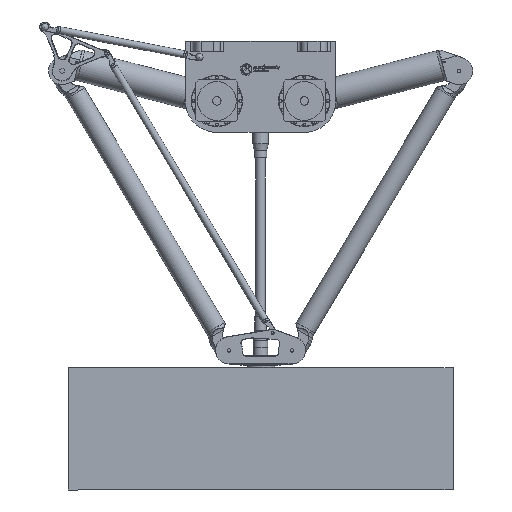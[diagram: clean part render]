
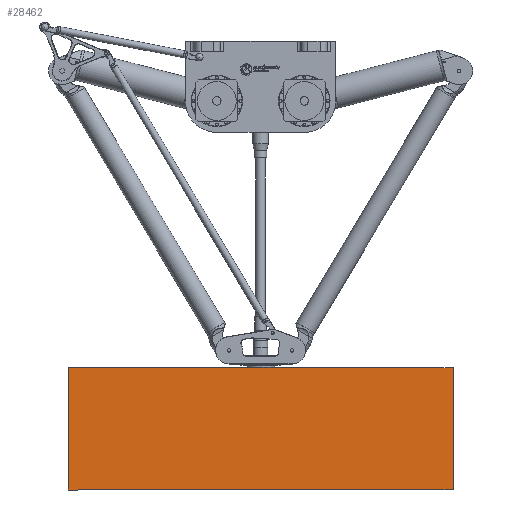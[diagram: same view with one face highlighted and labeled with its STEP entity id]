
A CAD part, left-side view. The second image highlights one B-rep face of the part: STEP entity #28462.
In plain terms, the highlighted face is planar.
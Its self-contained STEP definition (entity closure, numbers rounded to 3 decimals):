
#5726=FACE_OUTER_BOUND('',#8222,.T.);
#8222=EDGE_LOOP('',(#25757,#25758,#25759,#25760));
#10259=LINE('',#53778,#12282);
#10260=LINE('',#53780,#12283);
#10261=LINE('',#53782,#12284);
#10262=LINE('',#53783,#12285);
#12282=VECTOR('',#40520,10.);
#12283=VECTOR('',#40521,10.);
#12284=VECTOR('',#40522,10.);
#12285=VECTOR('',#40523,10.);
#14840=VERTEX_POINT('',#53776);
#14841=VERTEX_POINT('',#53777);
#14842=VERTEX_POINT('',#53779);
#14843=VERTEX_POINT('',#53781);
#18486=EDGE_CURVE('',#14840,#14841,#10259,.T.);
#18487=EDGE_CURVE('',#14842,#14840,#10260,.T.);
#18488=EDGE_CURVE('',#14843,#14842,#10261,.T.);
#18489=EDGE_CURVE('',#14841,#14843,#10262,.T.);
#25757=ORIENTED_EDGE('',*,*,#18486,.F.);
#25758=ORIENTED_EDGE('',*,*,#18487,.F.);
#25759=ORIENTED_EDGE('',*,*,#18488,.F.);
#25760=ORIENTED_EDGE('',*,*,#18489,.F.);
#26695=PLANE('',#32007);
#28462=ADVANCED_FACE('',(#5726),#26695,.F.);
#32007=AXIS2_PLACEMENT_3D('',#53775,#40518,#40519);
#40518=DIRECTION('center_axis',(0.,0.,1.));
#40519=DIRECTION('ref_axis',(1.,0.,0.));
#40520=DIRECTION('',(0.,-1.,0.));
#40521=DIRECTION('',(-1.,0.,0.));
#40522=DIRECTION('',(0.,1.,0.));
#40523=DIRECTION('',(1.,0.,0.));
#53775=CARTESIAN_POINT('Origin',(0.,0.,
-1.));
#53776=CARTESIAN_POINT('',(-550.,175.,-1.));
#53777=CARTESIAN_POINT('',(-550.,-175.,-1.));
#53778=CARTESIAN_POINT('',(-550.,-175.,-1.));
#53779=CARTESIAN_POINT('',(550.,175.,-1.));
#53780=CARTESIAN_POINT('',(-550.,175.,-1.));
#53781=CARTESIAN_POINT('',(550.,-175.,-1.));
#53782=CARTESIAN_POINT('',(550.,175.,-1.));
#53783=CARTESIAN_POINT('',(550.,-175.,-1.));
